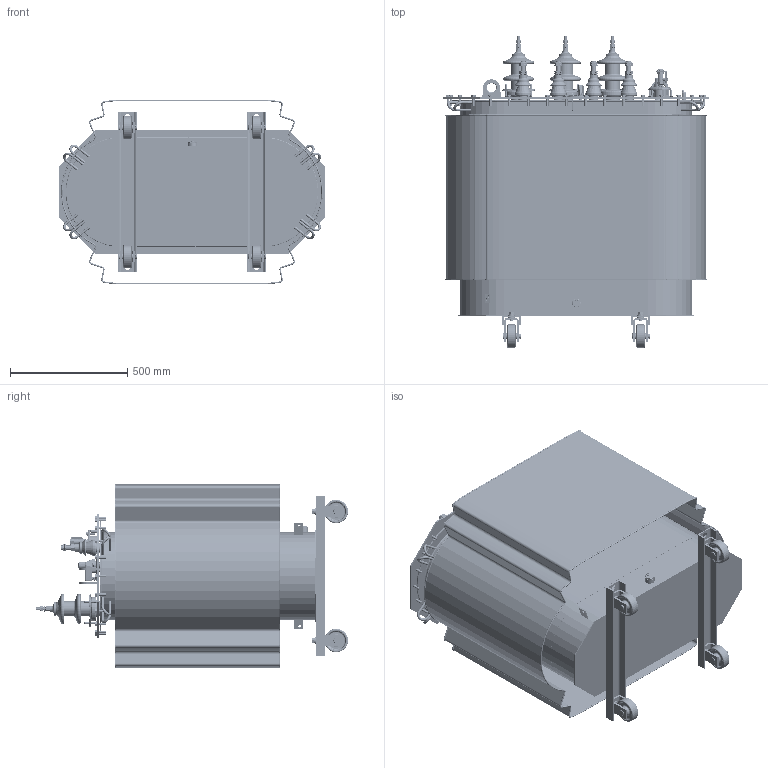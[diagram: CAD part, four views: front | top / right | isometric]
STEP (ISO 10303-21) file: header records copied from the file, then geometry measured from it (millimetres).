
FILE_DESCRIPTION(/* description */ (''),/* implementation_level */ '2;1');
FILE_NAME(/* name */ '!!!ВИЕЛ.672233.046СБ_Трансформатор ТМГ11_250_10(15)_У1(ХЛ1)_2_Shrinkwrap_1.stp',/* time_stamp */ '2016-07-27T09:06:14+03:00',/* author */ ('54405'),/* organization */ (''),/* preprocessor_version */ 'ST-DEVELOPER v15.2',/* originating_system */ 'Autodesk Inventor 2014',/* authorisation */ '');
FILE_SCHEMA (('AUTOMOTIVE_DESIGN { 1 0 10303 214 3 1 1 }'));
Products named in the file (1):  ТМГ11_25
0_10(15)_У1(ХЛ1)_2_Shrinkwrap_1
Bounding box: 1132 x 1328.81 x 785.97 mm (x, y, z)
Volume: 16893111.1 mm3; surface area: 10806529.9 mm2
Topology: 87 solids, 107 shells, 4210 faces, 10073 edges, 6463 vertices
Faces by surface type: plane 2208, cylinder 821, bspline 571, torus 309, cone 258, sphere 43
Full cylindrical faces by diameter (mm): 1.6 x3, 3.1 x4, 3.2 x1, 3.96 x1, 4 x5, 4.134 x1, 4.5 x3, 4.95 x1, 5 x1, 5.3 x1, 5.5 x2, 6 x25, 6.2 x5, 6.5 x1, 7.1 x2, 7.5 x1, 7.92 x3, 8 x7, 8.4 x6, 8.746 x13, 9 x4, 9.9 x34, 10 x52, 10.8 x19, 11 x35, 12 x9, 12.5 x3, 13 x16, 14 x2, 14.2 x1
Entity records: 129803 total; most frequent: CARTESIAN_POINT 36915, ORIENTED_EDGE 17868, DIRECTION 16543, EDGE_CURVE 8953, VERTEX_POINT 6256, AXIS2_PLACEMENT_3D 6019, EDGE_LOOP 5810, LINE 4505
